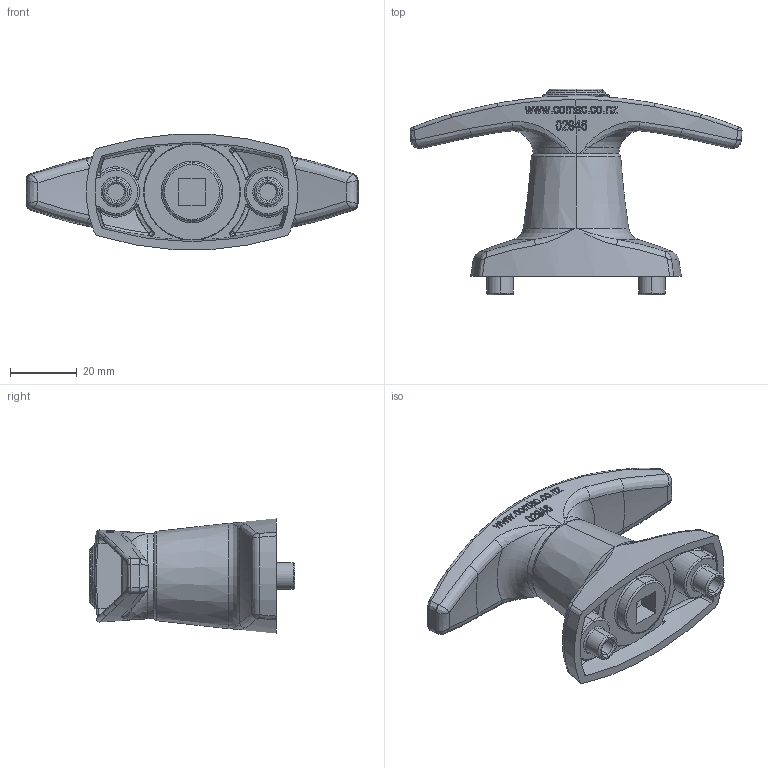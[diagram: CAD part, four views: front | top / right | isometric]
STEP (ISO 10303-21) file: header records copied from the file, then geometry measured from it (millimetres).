
FILE_DESCRIPTION (( 'STEP AP214' ), '1' );
FILE_NAME ('02946-Internal T Handle Locking Front 180deg 33x100mm.STEP', '2018-10-02T21:32:19', ( '' ), ( '' ), 'SwSTEP 2.0', 'SolidWorks 2018', '' );
FILE_SCHEMA (( 'AUTOMOTIVE_DESIGN' ));
Length unit declared in the file: millimetre
Products named in the file (1): 02946-Internal T Handle Locking Front 180deg 33x100mm
Bounding box: 99.52 x 61.6 x 34.51 mm (x, y, z)
Volume: 30775.8 mm3; surface area: 20689.2 mm2
Topology: 3 solids, 3 shells, 603 faces, 1513 edges, 935 vertices
Faces by surface type: bspline 268, plane 159, torus 68, cone 62, cylinder 34, sphere 12
Entity records: 29970 total; most frequent: CARTESIAN_POINT 17609, ORIENTED_EDGE 3002, DIRECTION 1841, EDGE_CURVE 1501, VERTEX_POINT 935, AXIS2_PLACEMENT_3D 765, B_SPLINE_CURVE_WITH_KNOTS 761, EDGE_LOOP 636
